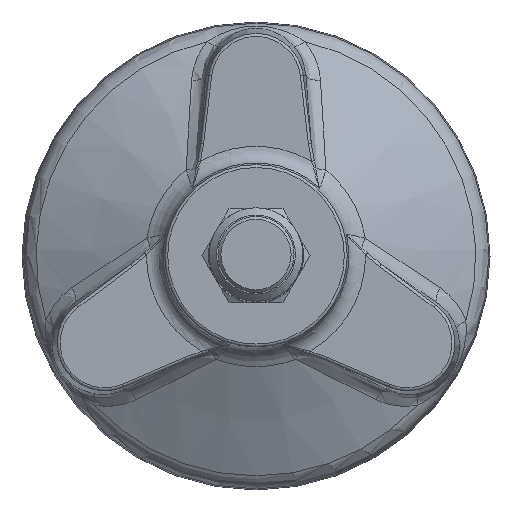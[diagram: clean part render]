
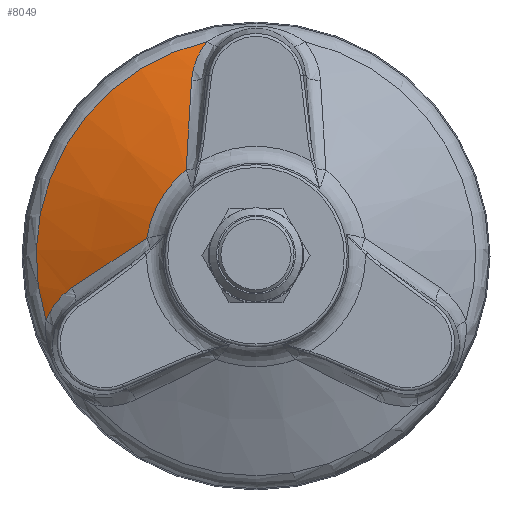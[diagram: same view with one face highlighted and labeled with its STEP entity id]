
A CAD part, top view. The second image highlights one B-rep face of the part: STEP entity #8049.
In plain terms, the highlighted conical face has half-angle 64 degrees and reference radius 39.608 mm.
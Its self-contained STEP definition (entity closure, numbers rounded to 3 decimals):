
#613=CONICAL_SURFACE('',#8456,39.608,1.117);
#817=B_SPLINE_CURVE_WITH_KNOTS('',3,(#11258,#11259,#11260,#11261,#11262,
#11263,#11264,#11265,#11266,#11267,#11268,#11269,#11270,#11271,#11272,#11273,
#11274,#11275),.UNSPECIFIED.,.F.,.F.,(4,1,1,1,1,1,1,1,1,1,1,1,1,1,1,4),
(0.,0.031,0.063,0.125,0.188,0.25,0.375,0.5,0.625,0.75,0.813,0.875,
0.906,0.938,0.969,1.),.UNSPECIFIED.);
#818=B_SPLINE_CURVE_WITH_KNOTS('',3,(#11277,#11278,#11279,#11280,#11281,
#11282,#11283,#11284,#11285,#11286,#11287,#11288,#11289,#11290,#11291,#11292,
#11293,#11294),.UNSPECIFIED.,.F.,.F.,(4,1,1,1,1,1,1,1,1,1,1,1,1,1,1,4),
(0.,0.031,0.063,0.094,0.125,0.188,0.25,0.375,0.5,0.625,0.75,0.813,
0.875,0.938,0.969,1.),.UNSPECIFIED.);
#819=B_SPLINE_CURVE_WITH_KNOTS('',3,(#11296,#11297,#11298,#11299,#11300,
#11301,#11302,#11303,#11304,#11305,#11306,#11307,#11308,#11309,#11310,#11311,
#11312,#11313,#11314),.UNSPECIFIED.,.F.,.F.,(4,1,1,1,1,1,1,1,1,1,1,1,1,
1,1,1,4),(0.,0.125,0.25,0.375,0.438,0.469,0.5,0.531,0.563,0.625,0.688,
0.719,0.75,0.781,0.813,0.875,1.),.UNSPECIFIED.);
#820=B_SPLINE_CURVE_WITH_KNOTS('',3,(#11315,#11316,#11317,#11318,#11319,
#11320,#11321,#11322,#11323,#11324,#11325,#11326,#11327,#11328,#11329,#11330,
#11331,#11332,#11333),.UNSPECIFIED.,.F.,.F.,(4,1,1,1,1,1,1,1,1,1,1,1,1,
1,1,1,4),(0.,0.125,0.188,0.219,0.25,0.281,0.313,0.375,0.438,0.469,
0.5,0.531,0.563,0.625,0.75,0.875,1.),.UNSPECIFIED.);
#1162=ORIENTED_EDGE('',*,*,#2823,.T.);
#1163=ORIENTED_EDGE('',*,*,#2784,.F.);
#1164=ORIENTED_EDGE('',*,*,#2824,.T.);
#1165=ORIENTED_EDGE('',*,*,#2825,.T.);
#1166=ORIENTED_EDGE('',*,*,#2764,.T.);
#1167=ORIENTED_EDGE('',*,*,#2826,.T.);
#2764=EDGE_CURVE('',#3601,#3600,#4156,.T.);
#2784=EDGE_CURVE('',#3619,#3620,#4167,.T.);
#2823=EDGE_CURVE('',#3652,#3620,#817,.T.);
#2824=EDGE_CURVE('',#3619,#3653,#818,.T.);
#2825=EDGE_CURVE('',#3653,#3601,#819,.T.);
#2826=EDGE_CURVE('',#3600,#3652,#820,.T.);
#3600=VERTEX_POINT('',#10567);
#3601=VERTEX_POINT('',#10569);
#3619=VERTEX_POINT('',#10741);
#3620=VERTEX_POINT('',#10742);
#3652=VERTEX_POINT('',#11276);
#3653=VERTEX_POINT('',#11295);
#4156=CIRCLE('',#8424,18.945);
#4167=CIRCLE('',#8441,37.574);
#4486=EDGE_LOOP('',(#1162,#1163,#1164,#1165,#1166,#1167));
#4939=FACE_BOUND('',#4486,.T.);
#8049=ADVANCED_FACE('',(#4939),#613,.T.);
#8424=AXIS2_PLACEMENT_3D('',#10568,#9069,#9070);
#8441=AXIS2_PLACEMENT_3D('',#10740,#9103,#9104);
#8456=AXIS2_PLACEMENT_3D('',#11257,#9144,#9145);
#9069=DIRECTION('',(0.,0.,-1.));
#9070=DIRECTION('',(0.,-1.,0.));
#9103=DIRECTION('',(0.,0.,-1.));
#9104=DIRECTION('',(0.,-1.,0.));
#9144=DIRECTION('',(0.,0.,-1.));
#9145=DIRECTION('',(0.,-1.,0.));
#10567=CARTESIAN_POINT('',(-11.927,4.719,14.558));
#10568=CARTESIAN_POINT('',(0.,-10.,14.558));
#10569=CARTESIAN_POINT('',(-18.711,-7.031,14.558));
#10740=CARTESIAN_POINT('',(0.,-10.,5.472));
#10741=CARTESIAN_POINT('',(-35.891,-21.119,5.472));
#10742=CARTESIAN_POINT('',(-8.316,26.642,5.472));
#11257=CARTESIAN_POINT('',(0.,-10.,4.48));
#11258=CARTESIAN_POINT('',(-11.02,19.99,8.215));
#11259=CARTESIAN_POINT('',(-11.014,20.083,8.173));
#11260=CARTESIAN_POINT('',(-11.,20.257,8.096));
#11261=CARTESIAN_POINT('',(-10.98,20.481,7.996));
#11262=CARTESIAN_POINT('',(-10.93,20.886,7.819));
#11263=CARTESIAN_POINT('',(-10.86,21.315,7.633));
#11264=CARTESIAN_POINT('',(-10.739,21.908,7.378));
#11265=CARTESIAN_POINT('',(-10.547,22.631,7.073));
#11266=CARTESIAN_POINT('',(-10.243,23.492,6.717));
#11267=CARTESIAN_POINT('',(-9.868,24.33,6.377));
#11268=CARTESIAN_POINT('',(-9.498,25.003,6.109));
#11269=CARTESIAN_POINT('',(-9.166,25.526,5.904));
#11270=CARTESIAN_POINT('',(-8.944,25.847,5.779));
#11271=CARTESIAN_POINT('',(-8.762,26.093,5.683));
#11272=CARTESIAN_POINT('',(-8.607,26.292,5.607));
#11273=CARTESIAN_POINT('',(-8.502,26.421,5.557));
#11274=CARTESIAN_POINT('',(-8.382,26.565,5.502));
#11275=CARTESIAN_POINT('',(-8.316,26.642,5.472));
#11276=CARTESIAN_POINT('',(-11.02,19.99,8.215));
#11277=CARTESIAN_POINT('',(-35.891,-21.119,5.472));
#11278=CARTESIAN_POINT('',(-35.857,-21.023,5.502));
#11279=CARTESIAN_POINT('',(-35.793,-20.848,5.557));
#11280=CARTESIAN_POINT('',(-35.733,-20.692,5.607));
#11281=CARTESIAN_POINT('',(-35.638,-20.459,5.683));
#11282=CARTESIAN_POINT('',(-35.516,-20.178,5.779));
#11283=CARTESIAN_POINT('',(-35.35,-19.825,5.904));
#11284=CARTESIAN_POINT('',(-35.062,-19.276,6.109));
#11285=CARTESIAN_POINT('',(-34.664,-18.619,6.377));
#11286=CARTESIAN_POINT('',(-34.126,-17.875,6.717));
#11287=CARTESIAN_POINT('',(-33.533,-17.181,7.073));
#11288=CARTESIAN_POINT('',(-33.003,-16.654,7.378));
#11289=CARTESIAN_POINT('',(-32.55,-16.253,7.632));
#11290=CARTESIAN_POINT('',(-32.213,-15.977,7.819));
#11291=CARTESIAN_POINT('',(-31.887,-15.732,7.996));
#11292=CARTESIAN_POINT('',(-31.703,-15.602,8.096));
#11293=CARTESIAN_POINT('',(-31.56,-15.504,8.173));
#11294=CARTESIAN_POINT('',(-31.482,-15.451,8.215));
#11295=CARTESIAN_POINT('',(-31.482,-15.451,8.215));
#11296=CARTESIAN_POINT('',(-31.482,-15.451,8.215));
#11297=CARTESIAN_POINT('',(-30.896,-15.061,8.529));
#11298=CARTESIAN_POINT('',(-29.754,-14.299,9.137));
#11299=CARTESIAN_POINT('',(-28.126,-13.218,9.993));
#11300=CARTESIAN_POINT('',(-26.837,-12.364,10.66));
#11301=CARTESIAN_POINT('',(-25.978,-11.797,11.098));
#11302=CARTESIAN_POINT('',(-25.487,-11.473,11.347));
#11303=CARTESIAN_POINT('',(-25.155,-11.254,11.514));
#11304=CARTESIAN_POINT('',(-24.709,-10.96,11.738));
#11305=CARTESIAN_POINT('',(-24.164,-10.601,12.009));
#11306=CARTESIAN_POINT('',(-23.482,-10.153,12.346));
#11307=CARTESIAN_POINT('',(-22.83,-9.724,12.663));
#11308=CARTESIAN_POINT('',(-22.31,-9.383,12.913));
#11309=CARTESIAN_POINT('',(-21.949,-9.147,13.085));
#11310=CARTESIAN_POINT('',(-21.505,-8.856,13.295));
#11311=CARTESIAN_POINT('',(-20.953,-8.495,13.553));
#11312=CARTESIAN_POINT('',(-19.994,-7.868,13.994));
#11313=CARTESIAN_POINT('',(-19.215,-7.36,14.34));
#11314=CARTESIAN_POINT('',(-18.711,-7.031,14.558));
#11315=CARTESIAN_POINT('',(-11.927,4.719,14.558));
#11316=CARTESIAN_POINT('',(-11.894,5.32,14.34));
#11317=CARTESIAN_POINT('',(-11.844,6.249,13.994));
#11318=CARTESIAN_POINT('',(-11.78,7.393,13.553));
#11319=CARTESIAN_POINT('',(-11.743,8.052,13.295));
#11320=CARTESIAN_POINT('',(-11.713,8.582,13.085));
#11321=CARTESIAN_POINT('',(-11.689,9.012,12.913));
#11322=CARTESIAN_POINT('',(-11.654,9.633,12.663));
#11323=CARTESIAN_POINT('',(-11.609,10.413,12.346));
#11324=CARTESIAN_POINT('',(-11.561,11.227,12.009));
#11325=CARTESIAN_POINT('',(-11.523,11.878,11.738));
#11326=CARTESIAN_POINT('',(-11.491,12.412,11.514));
#11327=CARTESIAN_POINT('',(-11.468,12.809,11.347));
#11328=CARTESIAN_POINT('',(-11.432,13.396,11.098));
#11329=CARTESIAN_POINT('',(-11.371,14.423,10.66));
#11330=CARTESIAN_POINT('',(-11.276,15.967,9.993));
#11331=CARTESIAN_POINT('',(-11.154,17.917,9.138));
#11332=CARTESIAN_POINT('',(-11.066,19.287,8.529));
#11333=CARTESIAN_POINT('',(-11.02,19.99,8.215));
